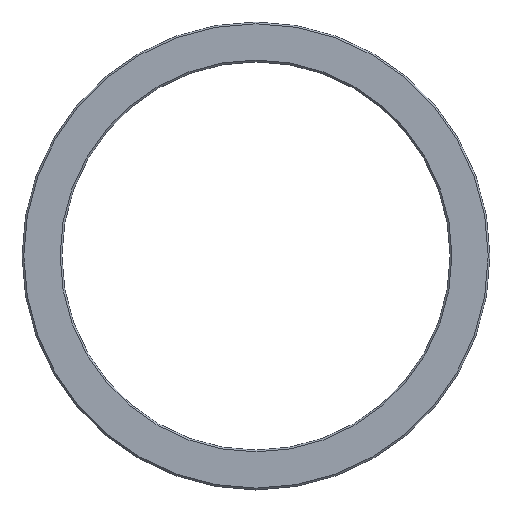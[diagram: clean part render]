
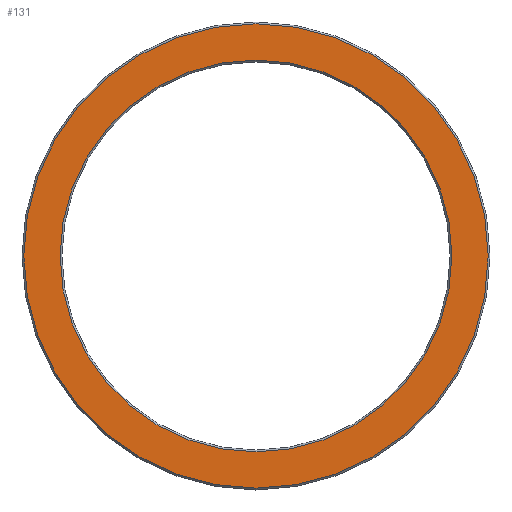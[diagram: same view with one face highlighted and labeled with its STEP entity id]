
A CAD part, top view. The second image highlights one B-rep face of the part: STEP entity #131.
In plain terms, the highlighted planar face has unit normal (0, 0, 1).
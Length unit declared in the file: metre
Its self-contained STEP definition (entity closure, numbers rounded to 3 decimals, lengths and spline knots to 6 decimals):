
#131 = ADVANCED_FACE( '', ( #318, #319 ), #320, .T. );
#318 = FACE_BOUND( '', #601, .T. );
#319 = FACE_OUTER_BOUND( '', #602, .T. );
#320 = PLANE( '', #603 );
#601 = EDGE_LOOP( '', ( #916 ) );
#602 = EDGE_LOOP( '', ( #917 ) );
#603 = AXIS2_PLACEMENT_3D( '', #918, #919, #920 );
#916 = ORIENTED_EDGE( '', *, *, #1273, .T. );
#917 = ORIENTED_EDGE( '', *, *, #1274, .T. );
#918 = CARTESIAN_POINT( '', ( 0., 0., 0.6154 ) );
#919 = DIRECTION( '', ( 0., 0., 1. ) );
#920 = DIRECTION( '', ( 1., 0., 0. ) );
#1273 = EDGE_CURVE( '', #1443, #1443, #1444, .F. );
#1274 = EDGE_CURVE( '', #1445, #1445, #1446, .T. );
#1443 = VERTEX_POINT( '', #1650 );
#1444 = CIRCLE( '', #1651, 0.2205 );
#1445 = VERTEX_POINT( '', #1652 );
#1446 = CIRCLE( '', #1653, 0.26134 );
#1650 = CARTESIAN_POINT( '', ( 0.2205, 0., 0.6154 ) );
#1651 = AXIS2_PLACEMENT_3D( '', #1869, #1870, #1871 );
#1652 = CARTESIAN_POINT( '', ( 0.26134, 0., 0.6154 ) );
#1653 = AXIS2_PLACEMENT_3D( '', #1872, #1873, #1874 );
#1869 = CARTESIAN_POINT( '', ( 0., 0., 0.6154 ) );
#1870 = DIRECTION( '', ( 0., 0., 1. ) );
#1871 = DIRECTION( '', ( 1., 0., 0. ) );
#1872 = CARTESIAN_POINT( '', ( 0., 0., 0.6154 ) );
#1873 = DIRECTION( '', ( 0., 0., 1. ) );
#1874 = DIRECTION( '', ( 1., 0., 0. ) );
